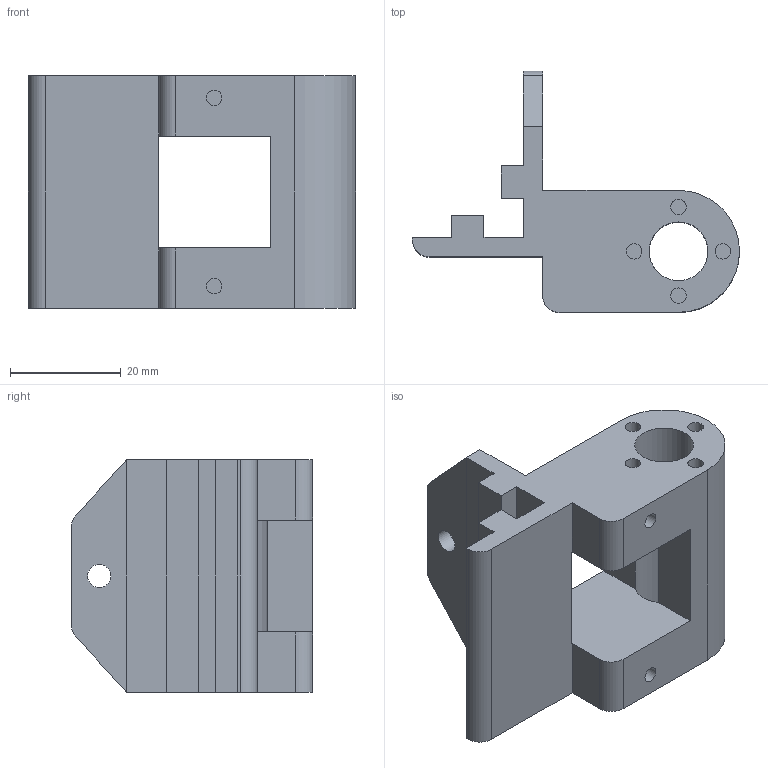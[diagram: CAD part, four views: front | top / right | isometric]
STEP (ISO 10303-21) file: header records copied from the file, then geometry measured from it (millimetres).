
FILE_DESCRIPTION(('FreeCAD Model'),'2;1');
FILE_NAME('Open CASCADE Shape Model','2022-04-16T09:46:57',('Author'),( ''),'Open CASCADE STEP processor 7.5','FreeCAD','Unknown');
FILE_SCHEMA(('AUTOMOTIVE_DESIGN { 1 0 10303 214 1 1 1 1 }'));
Length unit declared in the file: millimetre
Products named in the file (1): motor.idler
Bounding box: 59 x 43.5 x 42 mm (x, y, z)
Volume: 27044.7 mm3; surface area: 12320.9 mm2
Topology: 1 solids, 1 shells, 51 faces, 132 edges, 86 vertices
Faces by surface type: plane 37, cylinder 14
Full cylindrical faces by diameter (mm): 2.8 x6, 4.2 x1, 10.6 x1
Entity records: 3326 total; most frequent: CARTESIAN_POINT 582, DIRECTION 522, LINE 336, VECTOR 336, ORIENTED_EDGE 264, PCURVE 264, DEFINITIONAL_REPRESENTATION 264, EDGE_CURVE 132
